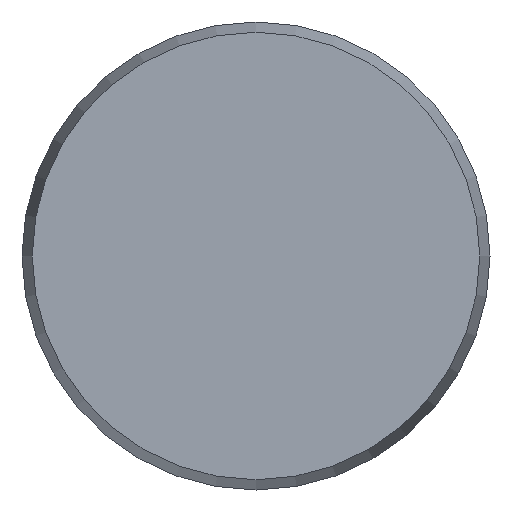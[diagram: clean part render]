
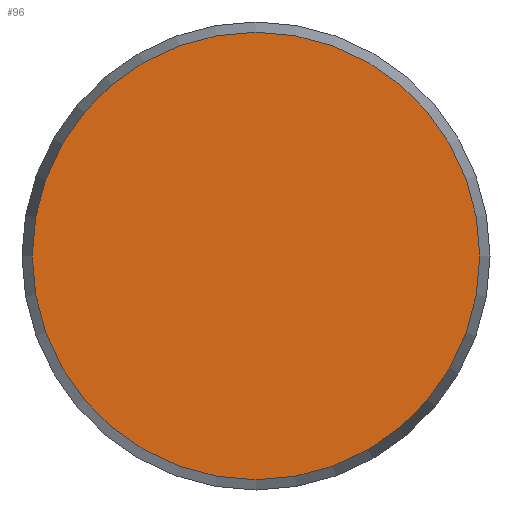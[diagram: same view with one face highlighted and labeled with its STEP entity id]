
A CAD part, front view. The second image highlights one B-rep face of the part: STEP entity #96.
In plain terms, the highlighted planar face has unit normal (0, -1, 0).
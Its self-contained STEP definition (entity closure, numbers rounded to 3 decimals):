
#96 = ADVANCED_FACE( '', ( #216 ), #217, .F. );
#216 = FACE_OUTER_BOUND( '', #357, .T. );
#217 = PLANE( '', #358 );
#357 = EDGE_LOOP( '', ( #597 ) );
#358 = AXIS2_PLACEMENT_3D( '', #598, #599, #600 );
#597 = ORIENTED_EDGE( '', *, *, #781, .T. );
#598 = CARTESIAN_POINT( '', ( 38.25, 0., 0. ) );
#599 = DIRECTION( '', ( 0., 1., 0. ) );
#600 = DIRECTION( '', ( 0., 0., 1. ) );
#781 = EDGE_CURVE( '', #900, #900, #901, .T. );
#900 = VERTEX_POINT( '', #1088 );
#901 = CIRCLE( '', #1089, 38.25 );
#1088 = CARTESIAN_POINT( '', ( 0., 0., -38.25 ) );
#1089 = AXIS2_PLACEMENT_3D( '', #1380, #1381, #1382 );
#1380 = CARTESIAN_POINT( '', ( 0., 0., 0. ) );
#1381 = DIRECTION( '', ( 0., -1., 0. ) );
#1382 = DIRECTION( '', ( 0., 0., -1. ) );
